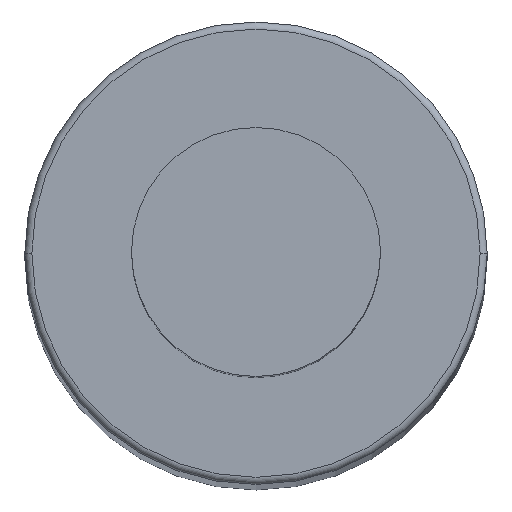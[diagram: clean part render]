
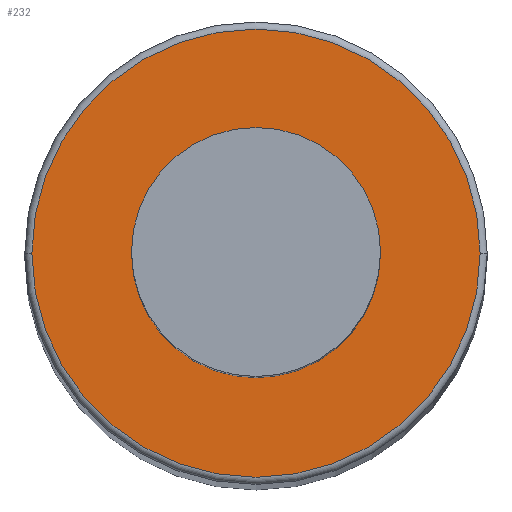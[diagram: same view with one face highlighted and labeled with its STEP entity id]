
A CAD part, top view. The second image highlights one B-rep face of the part: STEP entity #232.
In plain terms, the highlighted planar face has unit normal (0, 0, 1).
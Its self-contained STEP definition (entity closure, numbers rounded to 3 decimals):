
#92=CARTESIAN_POINT('',(0.,0.,45.));
#93=DIRECTION('',(0.,0.,1.));
#94=DIRECTION('',(-1.,0.,0.));
#95=AXIS2_PLACEMENT_3D('',#92,#93,#94);
#97=CARTESIAN_POINT('',(0.,0.,45.));
#98=DIRECTION('',(0.,0.,1.));
#99=DIRECTION('',(1.,0.,0.));
#100=AXIS2_PLACEMENT_3D('',#97,#98,#99);
#186=CARTESIAN_POINT('',(-3.15,0.,45.));
#187=CARTESIAN_POINT('',(3.15,0.,45.));
#188=VERTEX_POINT('',#186);
#189=VERTEX_POINT('',#187);
#221=CARTESIAN_POINT('',(0.,0.,45.));
#222=DIRECTION('',(0.,0.,1.));
#223=DIRECTION('',(1.,0.,0.));
#224=AXIS2_PLACEMENT_3D('',#221,#222,#223);
#225=PLANE('',#224);
#227=ORIENTED_EDGE('',*,*,#226,.F.);
#229=ORIENTED_EDGE('',*,*,#228,.F.);
#230=EDGE_LOOP('',(#227,#229));
#231=FACE_OUTER_BOUND('',#230,.F.);
#232=ADVANCED_FACE('',(#231),#225,.T.);
#96=CIRCLE('',#95,3.15);
#101=CIRCLE('',#100,3.15);
#226=EDGE_CURVE('',#188,#189,#96,.T.);
#228=EDGE_CURVE('',#189,#188,#101,.T.);
